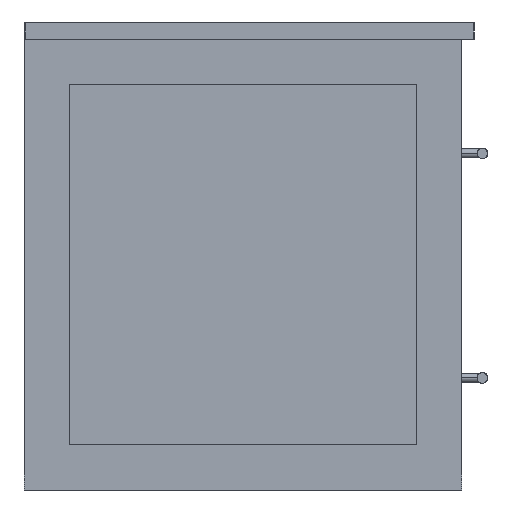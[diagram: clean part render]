
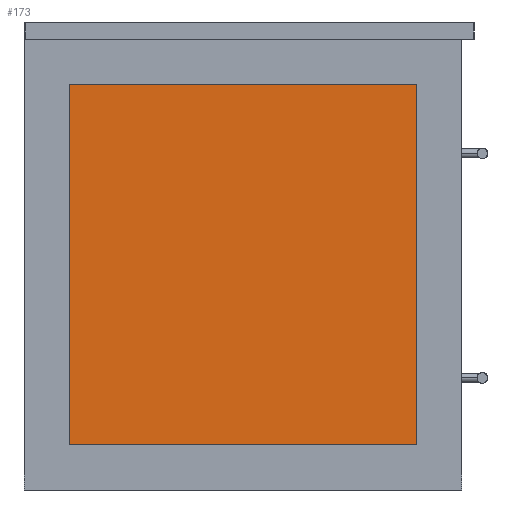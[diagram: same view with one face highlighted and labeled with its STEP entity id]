
A CAD part, left-side view. The second image highlights one B-rep face of the part: STEP entity #173.
In plain terms, the highlighted planar face has unit normal (-1, 0, 0).
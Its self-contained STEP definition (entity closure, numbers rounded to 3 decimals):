
#173=ADVANCED_FACE('',(#270),#1467,.T.);
#270=FACE_OUTER_BOUND('',#368,.T.);
#368=EDGE_LOOP('',(#567,#568,#569,#570));
#567=ORIENTED_EDGE('',*,*,#922,.T.);
#568=ORIENTED_EDGE('',*,*,#928,.T.);
#569=ORIENTED_EDGE('',*,*,#926,.T.);
#570=ORIENTED_EDGE('',*,*,#924,.T.);
#922=EDGE_CURVE('',#1320,#1319,#1160,.T.);
#924=EDGE_CURVE('',#1321,#1320,#1162,.T.);
#926=EDGE_CURVE('',#1322,#1321,#1164,.T.);
#928=EDGE_CURVE('',#1319,#1322,#1166,.T.);
#1160=B_SPLINE_CURVE_WITH_KNOTS('',1,(#2321,#2322),.UNSPECIFIED.,.F.,.F.,
(2,2),(-386.,0.),.UNSPECIFIED.);
#1162=B_SPLINE_CURVE_WITH_KNOTS('',1,(#2325,#2326),.UNSPECIFIED.,.F.,.F.,
(2,2),(-400.,0.),.UNSPECIFIED.);
#1164=B_SPLINE_CURVE_WITH_KNOTS('',1,(#2329,#2330),.UNSPECIFIED.,.F.,.F.,
(2,2),(-386.,0.),.UNSPECIFIED.);
#1166=B_SPLINE_CURVE_WITH_KNOTS('',1,(#2333,#2334),.UNSPECIFIED.,.F.,.F.,
(2,2),(-400.,0.),.UNSPECIFIED.);
#1319=VERTEX_POINT('',#2283);
#1320=VERTEX_POINT('',#2284);
#1321=VERTEX_POINT('',#2285);
#1322=VERTEX_POINT('',#2286);
#1467=PLANE('',#1733);
#1733=AXIS2_PLACEMENT_3D('',#2270,#1854,$);
#1854=DIRECTION('',(-1.,0.,0.));
#2270=CARTESIAN_POINT('',(-441.,240.,11.4));
#2283=CARTESIAN_POINT('',(-441.,200.,50.));
#2284=CARTESIAN_POINT('',(-441.,200.,436.));
#2285=CARTESIAN_POINT('',(-441.,-200.,436.));
#2286=CARTESIAN_POINT('',(-441.,-200.,50.));
#2321=CARTESIAN_POINT('',(-441.,200.,436.));
#2322=CARTESIAN_POINT('',(-441.,200.,50.));
#2325=CARTESIAN_POINT('',(-441.,-200.,436.));
#2326=CARTESIAN_POINT('',(-441.,200.,436.));
#2329=CARTESIAN_POINT('',(-441.,-200.,50.));
#2330=CARTESIAN_POINT('',(-441.,-200.,436.));
#2333=CARTESIAN_POINT('',(-441.,200.,50.));
#2334=CARTESIAN_POINT('',(-441.,-200.,50.));
